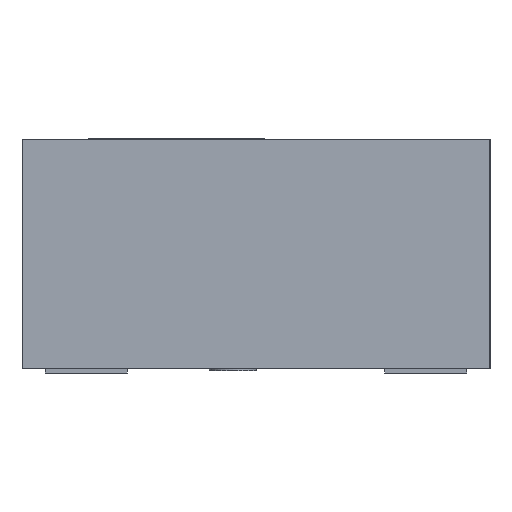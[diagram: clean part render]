
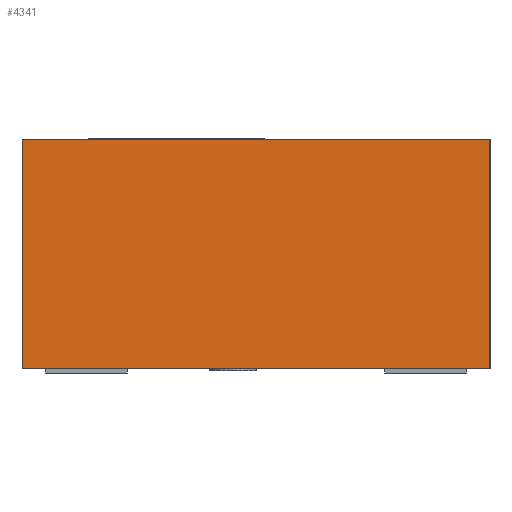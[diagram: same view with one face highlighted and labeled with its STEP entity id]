
A CAD part, left-side view. The second image highlights one B-rep face of the part: STEP entity #4341.
In plain terms, the highlighted planar face has unit normal (-1, 0, 0).
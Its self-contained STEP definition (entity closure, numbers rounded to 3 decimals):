
#613=FACE_OUTER_BOUND('',#869,.T.);
#869=EDGE_LOOP('',(#3931,#3932,#3933,#3934));
#873=LINE('',#6147,#1264);
#878=LINE('',#6156,#1269);
#927=LINE('',#6272,#1318);
#932=LINE('',#6281,#1323);
#1264=VECTOR('',#4828,10.);
#1269=VECTOR('',#4835,10.);
#1318=VECTOR('',#4906,10.);
#1323=VECTOR('',#4915,10.);
#1654=VERTEX_POINT('',#6143);
#1656=VERTEX_POINT('',#6146);
#1659=VERTEX_POINT('',#6153);
#1715=VERTEX_POINT('',#6271);
#2075=EDGE_CURVE('',#1656,#1654,#873,.T.);
#2080=EDGE_CURVE('',#1659,#1656,#878,.T.);
#2137=EDGE_CURVE('',#1659,#1715,#927,.T.);
#2142=EDGE_CURVE('',#1715,#1654,#932,.T.);
#3931=ORIENTED_EDGE('',*,*,#2075,.T.);
#3932=ORIENTED_EDGE('',*,*,#2142,.F.);
#3933=ORIENTED_EDGE('',*,*,#2137,.F.);
#3934=ORIENTED_EDGE('',*,*,#2080,.T.);
#4056=PLANE('',#4817);
#4341=ADVANCED_FACE('',(#613),#4056,.T.);
#4817=AXIS2_PLACEMENT_3D('',#7411,#6132,#6133);
#4828=DIRECTION('',(0.,0.,1.));
#4835=DIRECTION('',(0.,-1.,0.));
#4906=DIRECTION('',(0.,0.,1.));
#4915=DIRECTION('',(0.,-1.,0.));
#6132=DIRECTION('center_axis',(-1.,0.,0.));
#6133=DIRECTION('ref_axis',(0.,-1.,0.));
#6143=CARTESIAN_POINT('',(-1.25,-1.,1.));
#6146=CARTESIAN_POINT('',(-1.25,-1.,0.02));
#6147=CARTESIAN_POINT('',(-1.25,-1.,0.12));
#6153=CARTESIAN_POINT('',(-1.25,1.,0.02));
#6156=CARTESIAN_POINT('',(-1.25,1.,0.02));
#6271=CARTESIAN_POINT('',(-1.25,1.,1.));
#6272=CARTESIAN_POINT('',(-1.25,1.,0.02));
#6281=CARTESIAN_POINT('',(-1.25,1.,1.));
#7411=CARTESIAN_POINT('Origin',(-1.25,1.,0.12));
